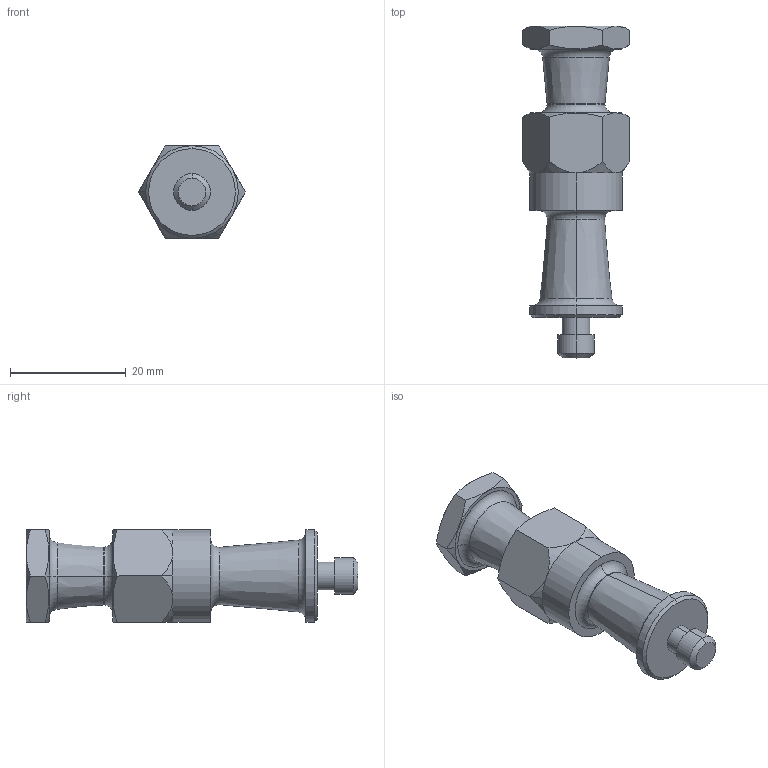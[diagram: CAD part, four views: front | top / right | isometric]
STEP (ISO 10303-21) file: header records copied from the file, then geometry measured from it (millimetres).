
FILE_DESCRIPTION (( 'STEP AP203' ), '1' );
FILE_NAME ('G1181.STEP', '2018-09-26T11:13:03', ( '' ), ( '' ), 'SwSTEP 2.0', 'SolidWorks 2016', '' );
FILE_SCHEMA (( 'CONFIG_CONTROL_DESIGN' ));
Length unit declared in the file: millimetre
Products named in the file (1): G1181
Bounding box: 18.48 x 57.4 x 16 mm (x, y, z)
Volume: 7739.3 mm3; surface area: 3073.8 mm2
Topology: 1 solids, 1 shells, 61 faces, 128 edges, 75 vertices
Faces by surface type: cone 21, plane 20, torus 12, cylinder 8
Entity records: 1944 total; most frequent: CARTESIAN_POINT 575, DIRECTION 285, ORIENTED_EDGE 256, EDGE_CURVE 128, AXIS2_PLACEMENT_3D 125, VERTEX_POINT 75, EDGE_LOOP 67, CIRCLE 63
